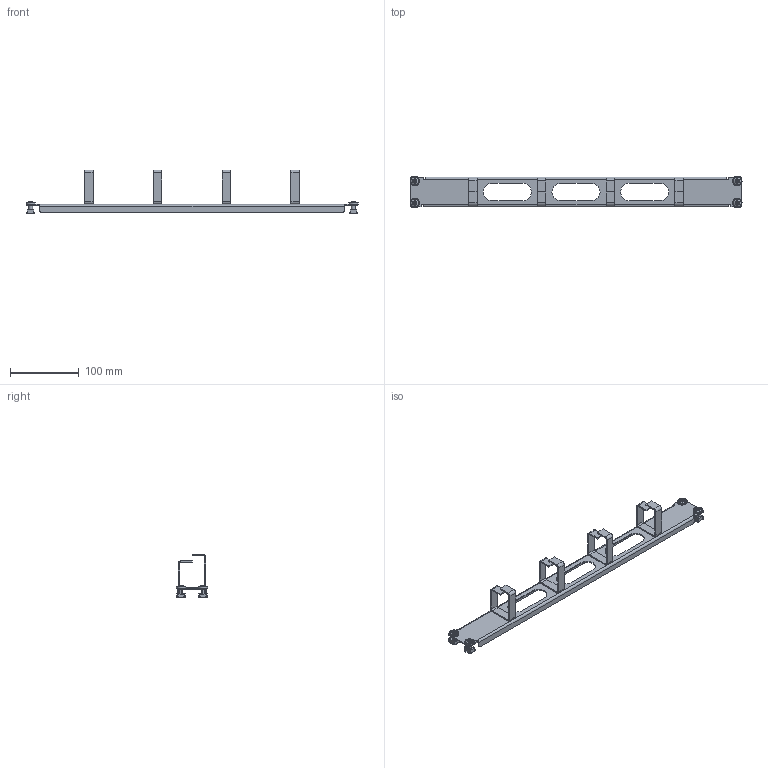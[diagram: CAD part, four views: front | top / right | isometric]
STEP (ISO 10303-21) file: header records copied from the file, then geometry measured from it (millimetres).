
FILE_DESCRIPTION (( 'STEP AP214' ), '1' );
FILE_NAME ('R5PCF191HE.STEP', '2014-04-11T11:58:19', ( 'admin' ), ( '' ), 'SwSTEP 2.0', 'SolidWorks 2013', '' );
FILE_SCHEMA (( 'AUTOMOTIVE_DESIGN' ));
Length unit declared in the file: millimetre
Products named in the file (1): R5PCF191HE
Bounding box: 483.1 x 45.3 x 63.88 mm (x, y, z)
Surface area: 73279.9 mm2 (no closed solid volume)
Topology: 0 solids, 21 shells, 635 faces, 2211 edges, 1506 vertices
Faces by surface type: plane 346, cylinder 241, cone 24, torus 16, sphere 8
Entity records: 31127 total; most frequent: CARTESIAN_POINT 5177, DIRECTION 4053, ORIENTED_EDGE 3754, EDGE_CURVE 2211, VERTEX_POINT 1506, AXIS2_PLACEMENT_3D 1406, VECTOR 1241, LINE 1241
